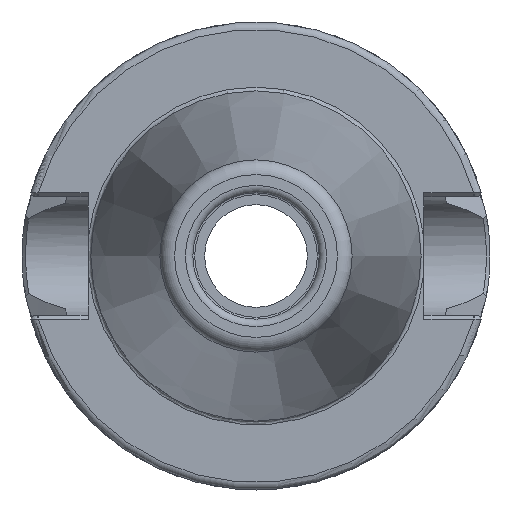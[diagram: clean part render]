
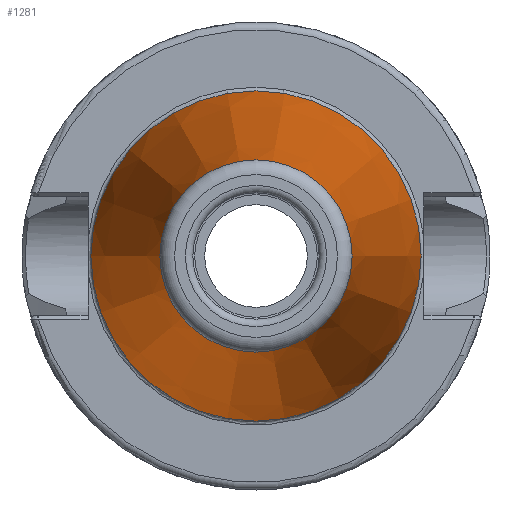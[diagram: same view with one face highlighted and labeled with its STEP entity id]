
A CAD part, left-side view. The second image highlights one B-rep face of the part: STEP entity #1281.
In plain terms, the highlighted conical face has half-angle 8.297 degrees and reference radius 17.581 mm.
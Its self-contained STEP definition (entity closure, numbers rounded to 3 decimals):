
#39=CONICAL_SURFACE('',#1444,17.581,0.145);
#120=LINE('',#2852,#181);
#181=VECTOR('',#1797,17.581);
#273=FACE_OUTER_BOUND('',#351,.T.);
#351=EDGE_LOOP('',(#1185,#1186,#1187,#1188,#1189,#1190,#1191));
#434=CIRCLE('',#1440,12.937);
#435=CIRCLE('',#1441,12.937);
#436=CIRCLE('',#1442,12.937);
#438=CIRCLE('',#1445,22.225);
#439=CIRCLE('',#1446,22.225);
#609=VERTEX_POINT('',#2840);
#610=VERTEX_POINT('',#2841);
#611=VERTEX_POINT('',#2843);
#612=VERTEX_POINT('',#2848);
#613=VERTEX_POINT('',#2849);
#801=EDGE_CURVE('',#609,#610,#434,.T.);
#802=EDGE_CURVE('',#611,#609,#435,.T.);
#803=EDGE_CURVE('',#610,#611,#436,.T.);
#805=EDGE_CURVE('',#612,#613,#438,.T.);
#806=EDGE_CURVE('',#613,#612,#439,.T.);
#807=EDGE_CURVE('',#613,#611,#120,.T.);
#1185=ORIENTED_EDGE('',*,*,#805,.F.);
#1186=ORIENTED_EDGE('',*,*,#806,.F.);
#1187=ORIENTED_EDGE('',*,*,#807,.T.);
#1188=ORIENTED_EDGE('',*,*,#802,.T.);
#1189=ORIENTED_EDGE('',*,*,#801,.T.);
#1190=ORIENTED_EDGE('',*,*,#803,.T.);
#1191=ORIENTED_EDGE('',*,*,#807,.F.);
#1281=ADVANCED_FACE('',(#273),#39,.T.);
#1440=AXIS2_PLACEMENT_3D('',#2842,#1783,#1784);
#1441=AXIS2_PLACEMENT_3D('',#2844,#1785,#1786);
#1442=AXIS2_PLACEMENT_3D('',#2845,#1787,#1788);
#1444=AXIS2_PLACEMENT_3D('',#2847,#1791,#1792);
#1445=AXIS2_PLACEMENT_3D('',#2850,#1793,#1794);
#1446=AXIS2_PLACEMENT_3D('',#2851,#1795,#1796);
#1783=DIRECTION('center_axis',(1.,0.,0.));
#1784=DIRECTION('ref_axis',(0.,0.,-1.));
#1785=DIRECTION('center_axis',(1.,0.,0.));
#1786=DIRECTION('ref_axis',(0.,0.,-1.));
#1787=DIRECTION('center_axis',(1.,0.,0.));
#1788=DIRECTION('ref_axis',(0.,0.,-1.));
#1791=DIRECTION('center_axis',(1.,0.,0.));
#1792=DIRECTION('ref_axis',(0.,1.,0.));
#1793=DIRECTION('center_axis',(1.,0.,0.));
#1794=DIRECTION('ref_axis',(0.,0.,-1.));
#1795=DIRECTION('center_axis',(1.,0.,0.));
#1796=DIRECTION('ref_axis',(0.,0.,-1.));
#1797=DIRECTION('',(-0.99,0.144,0.));
#2840=CARTESIAN_POINT('',(-63.689,12.937,0.));
#2841=CARTESIAN_POINT('',(-63.689,0.,12.937));
#2842=CARTESIAN_POINT('Origin',(-63.689,0.,
0.));
#2843=CARTESIAN_POINT('',(-63.689,-12.937,0.));
#2844=CARTESIAN_POINT('Origin',(-63.689,0.,
0.));
#2845=CARTESIAN_POINT('Origin',(-63.689,0.,
0.));
#2847=CARTESIAN_POINT('Origin',(-31.844,0.,
0.));
#2848=CARTESIAN_POINT('',(0.,22.225,0.));
#2849=CARTESIAN_POINT('',(0.,-22.225,0.));
#2850=CARTESIAN_POINT('Origin',(0.,0.,
0.));
#2851=CARTESIAN_POINT('Origin',(0.,0.,
0.));
#2852=CARTESIAN_POINT('',(-31.844,-17.581,0.));
